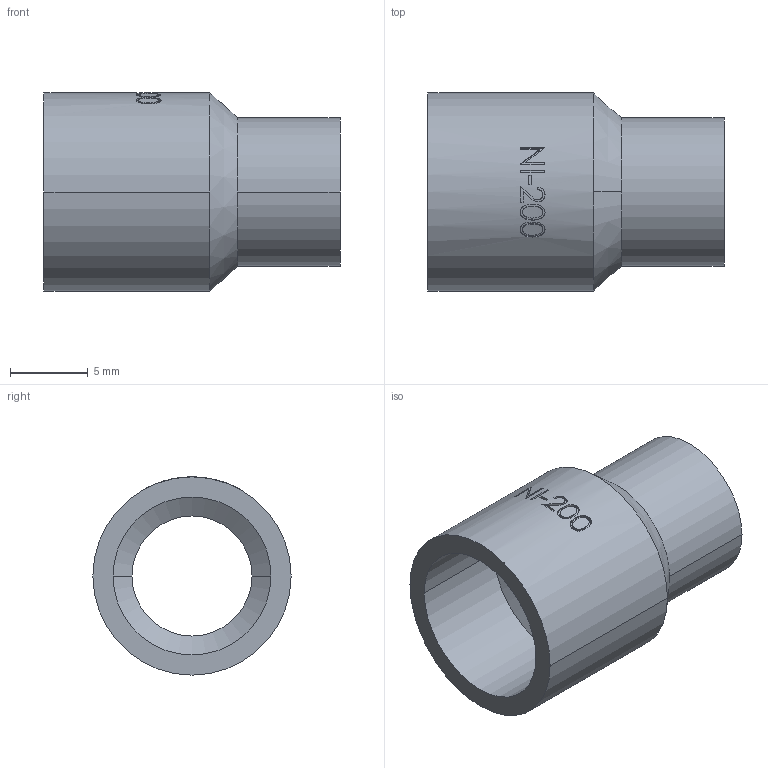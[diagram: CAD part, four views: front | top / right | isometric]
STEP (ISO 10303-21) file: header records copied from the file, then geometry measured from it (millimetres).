
FILE_DESCRIPTION (( 'STEP AP203' ), '1' );
FILE_NAME ('AD-86NI-TSTS.step', '2025-11-20T14:26:25', ( '' ), ( '' ), 'SwSTEP 2.0', 'SolidWorks 2018', '' );
FILE_SCHEMA (( 'CONFIG_CONTROL_DESIGN' ));
Length unit declared in the file: inch
Products named in the file (1): AD-86NI-TSTS
Bounding box: 19.05 x 12.75 x 12.75 mm (x, y, z)
Volume: 890.1 mm3; surface area: 1318.5 mm2
Topology: 1 solids, 1 shells, 70 faces, 176 edges, 116 vertices
Faces by surface type: bspline 28, plane 22, cylinder 16, cone 4
Entity records: 5216 total; most frequent: CARTESIAN_POINT 3666, ORIENTED_EDGE 352, DIRECTION 216, EDGE_CURVE 176, VERTEX_POINT 116, B_SPLINE_CURVE_WITH_KNOTS 88, AXIS2_PLACEMENT_3D 85, EDGE_LOOP 80
